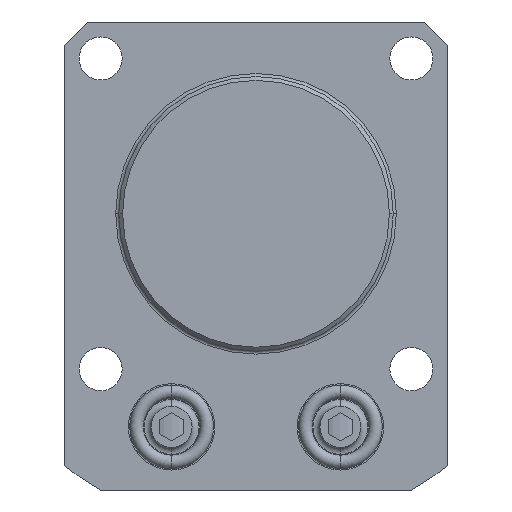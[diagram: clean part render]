
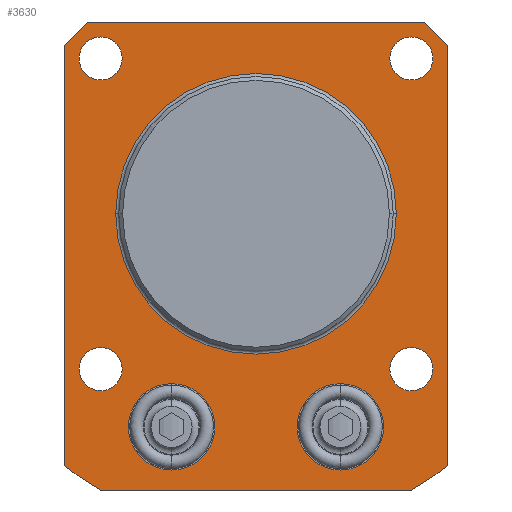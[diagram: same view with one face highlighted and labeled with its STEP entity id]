
A CAD part, front view. The second image highlights one B-rep face of the part: STEP entity #3630.
In plain terms, the highlighted planar face has unit normal (0, -1, 0).
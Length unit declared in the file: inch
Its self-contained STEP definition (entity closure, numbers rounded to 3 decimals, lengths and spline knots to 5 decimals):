
#311=CARTESIAN_POINT('',(0.,0.,0.));
#312=DIRECTION('',(0.,-1.,0.));
#313=DIRECTION('',(-0.606,0.,-0.796));
#314=AXIS2_PLACEMENT_3D('',#311,#312,#313);
#351=CARTESIAN_POINT('',(0.,0.,0.));
#352=DIRECTION('',(0.,-1.,0.));
#353=DIRECTION('',(0.49,0.,-0.872));
#354=AXIS2_PLACEMENT_3D('',#351,#352,#353);
#885=CARTESIAN_POINT('',(0.,0.,0.));
#886=DIRECTION('',(0.,1.,0.));
#887=DIRECTION('',(-1.,0.,0.));
#888=AXIS2_PLACEMENT_3D('',#885,#886,#887);
#893=CARTESIAN_POINT('',(0.,0.,0.));
#894=DIRECTION('',(0.,1.,0.));
#895=DIRECTION('',(1.,0.,0.));
#896=AXIS2_PLACEMENT_3D('',#893,#894,#895);
#901=DIRECTION('',(1.,0.,0.));
#902=VECTOR('',#901,1.59089);
#903=CARTESIAN_POINT('',(-0.79545,0.,-1.417));
#904=LINE('',#903,#902);
#908=DIRECTION('',(0.,0.,-1.));
#909=VECTOR('',#908,2.15882);
#910=CARTESIAN_POINT('',(-0.9845,0.,0.866));
#911=LINE('',#910,#909);
#915=DIRECTION('',(-0.707,0.,-0.707));
#916=VECTOR('',#915,0.16688);
#917=CARTESIAN_POINT('',(-0.8665,0.,0.984));
#918=LINE('',#917,#916);
#922=DIRECTION('',(-1.,0.,0.));
#923=VECTOR('',#922,1.733);
#924=CARTESIAN_POINT('',(0.8665,0.,0.984));
#925=LINE('',#924,#923);
#929=DIRECTION('',(-0.707,0.,0.707));
#930=VECTOR('',#929,0.16688);
#931=CARTESIAN_POINT('',(0.9845,0.,0.866));
#932=LINE('',#931,#930);
#936=DIRECTION('',(0.,0.,1.));
#937=VECTOR('',#936,2.15882);
#938=CARTESIAN_POINT('',(0.9845,0.,-1.29282));
#939=LINE('',#938,#937);
#943=CARTESIAN_POINT('',(-0.797,0.,-0.797));
#944=DIRECTION('',(0.,1.,0.));
#945=DIRECTION('',(-1.,0.,0.));
#946=AXIS2_PLACEMENT_3D('',#943,#944,#945);
#951=CARTESIAN_POINT('',(-0.797,0.,-0.797));
#952=DIRECTION('',(0.,1.,0.));
#953=DIRECTION('',(1.,0.,0.));
#954=AXIS2_PLACEMENT_3D('',#951,#952,#953);
#959=CARTESIAN_POINT('',(0.797,0.,-0.797));
#960=DIRECTION('',(0.,1.,0.));
#961=DIRECTION('',(-1.,0.,0.));
#962=AXIS2_PLACEMENT_3D('',#959,#960,#961);
#967=CARTESIAN_POINT('',(0.797,0.,-0.797));
#968=DIRECTION('',(0.,1.,0.));
#969=DIRECTION('',(1.,0.,0.));
#970=AXIS2_PLACEMENT_3D('',#967,#968,#969);
#975=CARTESIAN_POINT('',(0.797,0.,0.797));
#976=DIRECTION('',(0.,1.,0.));
#977=DIRECTION('',(-1.,0.,0.));
#978=AXIS2_PLACEMENT_3D('',#975,#976,#977);
#983=CARTESIAN_POINT('',(0.797,0.,0.797));
#984=DIRECTION('',(0.,1.,0.));
#985=DIRECTION('',(1.,0.,0.));
#986=AXIS2_PLACEMENT_3D('',#983,#984,#985);
#991=CARTESIAN_POINT('',(-0.797,0.,0.797));
#992=DIRECTION('',(0.,1.,0.));
#993=DIRECTION('',(-1.,0.,0.));
#994=AXIS2_PLACEMENT_3D('',#991,#992,#993);
#999=CARTESIAN_POINT('',(-0.797,0.,0.797));
#1000=DIRECTION('',(0.,1.,0.));
#1001=DIRECTION('',(1.,0.,0.));
#1002=AXIS2_PLACEMENT_3D('',#999,#1000,#1001);
#1007=CARTESIAN_POINT('',(-0.433,0.,-1.093));
#1008=DIRECTION('',(0.,-1.,0.));
#1009=DIRECTION('',(-1.,0.,0.));
#1010=AXIS2_PLACEMENT_3D('',#1007,#1008,#1009);
#1015=CARTESIAN_POINT('',(-0.433,0.,-1.093));
#1016=DIRECTION('',(0.,-1.,0.));
#1017=DIRECTION('',(1.,0.,0.));
#1018=AXIS2_PLACEMENT_3D('',#1015,#1016,#1017);
#1023=CARTESIAN_POINT('',(0.433,0.,-1.093));
#1024=DIRECTION('',(0.,1.,0.));
#1025=DIRECTION('',(1.,0.,0.));
#1026=AXIS2_PLACEMENT_3D('',#1023,#1024,#1025);
#1031=CARTESIAN_POINT('',(0.433,0.,-1.093));
#1032=DIRECTION('',(0.,1.,0.));
#1033=DIRECTION('',(-1.,0.,0.));
#1034=AXIS2_PLACEMENT_3D('',#1031,#1032,#1033);
#2514=CARTESIAN_POINT('',(-0.79545,0.,-1.417));
#2515=CARTESIAN_POINT('',(0.79545,0.,-1.417));
#2516=VERTEX_POINT('',#2514);
#2517=VERTEX_POINT('',#2515);
#2518=CARTESIAN_POINT('',(0.9845,0.,-1.29282));
#2519=CARTESIAN_POINT('',(0.9845,0.,0.866));
#2520=VERTEX_POINT('',#2518);
#2521=VERTEX_POINT('',#2519);
#2524=CARTESIAN_POINT('',(-0.9845,0.,-1.29282));
#2525=VERTEX_POINT('',#2524);
#2526=CARTESIAN_POINT('',(-0.9075,0.,-0.797));
#2527=CARTESIAN_POINT('',(-0.6865,0.,-0.797));
#2528=VERTEX_POINT('',#2526);
#2529=VERTEX_POINT('',#2527);
#2530=CARTESIAN_POINT('',(0.6865,0.,-0.797));
#2531=CARTESIAN_POINT('',(0.9075,0.,-0.797));
#2532=VERTEX_POINT('',#2530);
#2533=VERTEX_POINT('',#2531);
#2534=CARTESIAN_POINT('',(0.6865,0.,0.797));
#2535=CARTESIAN_POINT('',(0.9075,0.,0.797));
#2536=VERTEX_POINT('',#2534);
#2537=VERTEX_POINT('',#2535);
#2538=CARTESIAN_POINT('',(-0.9075,0.,0.797));
#2539=CARTESIAN_POINT('',(-0.6865,0.,0.797));
#2540=VERTEX_POINT('',#2538);
#2541=VERTEX_POINT('',#2539);
#2603=CARTESIAN_POINT('',(-0.7198,0.,0.));
#2604=CARTESIAN_POINT('',(0.7198,0.,0.));
#2605=VERTEX_POINT('',#2603);
#2606=VERTEX_POINT('',#2604);
#2684=CARTESIAN_POINT('',(-0.6545,0.,-1.093));
#2685=CARTESIAN_POINT('',(-0.2115,0.,-1.093));
#2686=VERTEX_POINT('',#2684);
#2687=VERTEX_POINT('',#2685);
#2694=CARTESIAN_POINT('',(0.6545,0.,-1.093));
#2695=VERTEX_POINT('',#2694);
#2696=CARTESIAN_POINT('',(0.2115,0.,-1.093));
#2697=VERTEX_POINT('',#2696);
#2850=CARTESIAN_POINT('',(0.8665,0.,0.984));
#2851=VERTEX_POINT('',#2850);
#2852=CARTESIAN_POINT('',(-0.8665,0.,0.984));
#2853=VERTEX_POINT('',#2852);
#2854=CARTESIAN_POINT('',(-0.9845,0.,0.866));
#2855=VERTEX_POINT('',#2854);
#3568=CARTESIAN_POINT('',(0.,0.,0.));
#3569=DIRECTION('',(0.,-1.,0.));
#3570=DIRECTION('',(-1.,0.,0.));
#3571=AXIS2_PLACEMENT_3D('',#3568,#3569,#3570);
#3572=PLANE('',#3571);
#3574=ORIENTED_EDGE('',*,*,#3573,.F.);
#3575=ORIENTED_EDGE('',*,*,#3098,.F.);
#3577=ORIENTED_EDGE('',*,*,#3576,.F.);
#3579=ORIENTED_EDGE('',*,*,#3578,.F.);
#3581=ORIENTED_EDGE('',*,*,#3580,.F.);
#3583=ORIENTED_EDGE('',*,*,#3582,.F.);
#3585=ORIENTED_EDGE('',*,*,#3584,.F.);
#3586=ORIENTED_EDGE('',*,*,#3115,.F.);
#3587=EDGE_LOOP('',(#3574,#3575,#3577,#3579,#3581,#3583,#3585,#3586));
#3588=FACE_OUTER_BOUND('',#3587,.F.);
#3590=ORIENTED_EDGE('',*,*,#3589,.F.);
#3592=ORIENTED_EDGE('',*,*,#3591,.F.);
#3593=EDGE_LOOP('',(#3590,#3592));
#3594=FACE_BOUND('',#3593,.F.);
#3596=ORIENTED_EDGE('',*,*,#3595,.F.);
#3598=ORIENTED_EDGE('',*,*,#3597,.F.);
#3599=EDGE_LOOP('',(#3596,#3598));
#3600=FACE_BOUND('',#3599,.F.);
#3602=ORIENTED_EDGE('',*,*,#3601,.F.);
#3604=ORIENTED_EDGE('',*,*,#3603,.F.);
#3605=EDGE_LOOP('',(#3602,#3604));
#3606=FACE_BOUND('',#3605,.F.);
#3608=ORIENTED_EDGE('',*,*,#3607,.F.);
#3610=ORIENTED_EDGE('',*,*,#3609,.F.);
#3611=EDGE_LOOP('',(#3608,#3610));
#3612=FACE_BOUND('',#3611,.F.);
#3614=ORIENTED_EDGE('',*,*,#3613,.F.);
#3616=ORIENTED_EDGE('',*,*,#3615,.F.);
#3617=EDGE_LOOP('',(#3614,#3616));
#3618=FACE_BOUND('',#3617,.F.);
#3619=ORIENTED_EDGE('',*,*,#3558,.T.);
#3621=ORIENTED_EDGE('',*,*,#3620,.T.);
#3622=EDGE_LOOP('',(#3619,#3621));
#3623=FACE_BOUND('',#3622,.F.);
#3625=ORIENTED_EDGE('',*,*,#3624,.F.);
#3627=ORIENTED_EDGE('',*,*,#3626,.F.);
#3628=EDGE_LOOP('',(#3625,#3627));
#3629=FACE_BOUND('',#3628,.F.);
#315=CIRCLE('',#314,1.625);
#355=CIRCLE('',#354,1.625);
#889=CIRCLE('',#888,0.7198);
#897=CIRCLE('',#896,0.7198);
#947=CIRCLE('',#946,0.1105);
#955=CIRCLE('',#954,0.1105);
#963=CIRCLE('',#962,0.1105);
#971=CIRCLE('',#970,0.1105);
#979=CIRCLE('',#978,0.1105);
#987=CIRCLE('',#986,0.1105);
#995=CIRCLE('',#994,0.1105);
#1003=CIRCLE('',#1002,0.1105);
#1011=CIRCLE('',#1010,0.2215);
#1019=CIRCLE('',#1018,0.2215);
#1027=CIRCLE('',#1026,0.2215);
#1035=CIRCLE('',#1034,0.2215);
#3098=EDGE_CURVE('',#2525,#2516,#315,.T.);
#3115=EDGE_CURVE('',#2517,#2520,#355,.T.);
#3558=EDGE_CURVE('',#2686,#2687,#1011,.T.);
#3573=EDGE_CURVE('',#2516,#2517,#904,.T.);
#3576=EDGE_CURVE('',#2855,#2525,#911,.T.);
#3578=EDGE_CURVE('',#2853,#2855,#918,.T.);
#3580=EDGE_CURVE('',#2851,#2853,#925,.T.);
#3582=EDGE_CURVE('',#2521,#2851,#932,.T.);
#3584=EDGE_CURVE('',#2520,#2521,#939,.T.);
#3589=EDGE_CURVE('',#2605,#2606,#889,.T.);
#3591=EDGE_CURVE('',#2606,#2605,#897,.T.);
#3595=EDGE_CURVE('',#2528,#2529,#947,.T.);
#3597=EDGE_CURVE('',#2529,#2528,#955,.T.);
#3601=EDGE_CURVE('',#2532,#2533,#963,.T.);
#3603=EDGE_CURVE('',#2533,#2532,#971,.T.);
#3607=EDGE_CURVE('',#2536,#2537,#979,.T.);
#3609=EDGE_CURVE('',#2537,#2536,#987,.T.);
#3613=EDGE_CURVE('',#2540,#2541,#995,.T.);
#3615=EDGE_CURVE('',#2541,#2540,#1003,.T.);
#3620=EDGE_CURVE('',#2687,#2686,#1019,.T.);
#3624=EDGE_CURVE('',#2695,#2697,#1027,.T.);
#3626=EDGE_CURVE('',#2697,#2695,#1035,.T.);
#3630=ADVANCED_FACE('',(#3588,#3594,#3600,#3606,#3612,#3618,#3623,#3629),#3572,
.T.);
